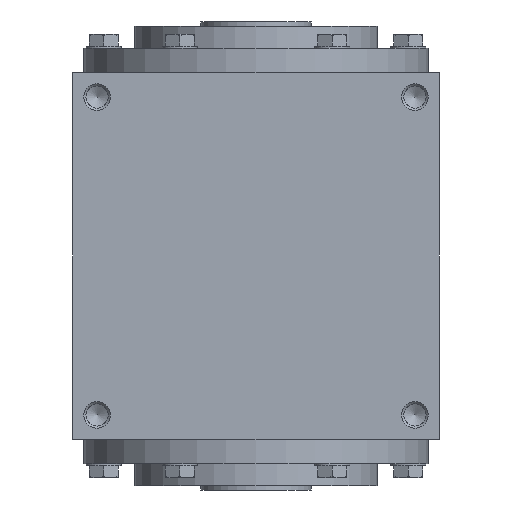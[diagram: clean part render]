
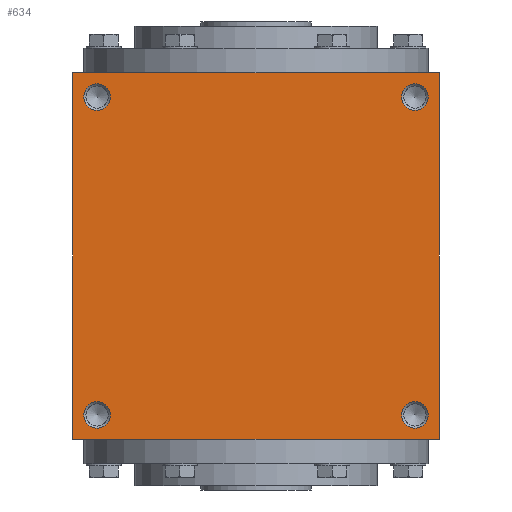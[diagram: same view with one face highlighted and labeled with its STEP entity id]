
A CAD part, left-side view. The second image highlights one B-rep face of the part: STEP entity #634.
In plain terms, the highlighted face is planar.
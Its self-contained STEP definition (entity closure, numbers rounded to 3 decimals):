
#634 = ADVANCED_FACE( '', ( #1288, #1289, #1290, #1291, #1292 ), #1293, .F. );
#1288 = FACE_BOUND( '', #2008, .T. );
#1289 = FACE_BOUND( '', #2009, .T. );
#1290 = FACE_BOUND( '', #2010, .T. );
#1291 = FACE_BOUND( '', #2011, .T. );
#1292 = FACE_OUTER_BOUND( '', #2012, .T. );
#1293 = PLANE( '', #2013 );
#2008 = EDGE_LOOP( '', ( #3079 ) );
#2009 = EDGE_LOOP( '', ( #3080 ) );
#2010 = EDGE_LOOP( '', ( #3081 ) );
#2011 = EDGE_LOOP( '', ( #3082 ) );
#2012 = EDGE_LOOP( '', ( #3083, #3084, #3085, #3086 ) );
#2013 = AXIS2_PLACEMENT_3D( '', #3087, #3088, #3089 );
#3079 = ORIENTED_EDGE( '', *, *, #4060, .F. );
#3080 = ORIENTED_EDGE( '', *, *, #4061, .T. );
#3081 = ORIENTED_EDGE( '', *, *, #4008, .F. );
#3082 = ORIENTED_EDGE( '', *, *, #3797, .T. );
#3083 = ORIENTED_EDGE( '', *, *, #4062, .F. );
#3084 = ORIENTED_EDGE( '', *, *, #3895, .F. );
#3085 = ORIENTED_EDGE( '', *, *, #4063, .F. );
#3086 = ORIENTED_EDGE( '', *, *, #3749, .F. );
#3087 = CARTESIAN_POINT( '', ( 0., 0., -83. ) );
#3088 = DIRECTION( '', ( 0., 0., 1. ) );
#3089 = DIRECTION( '', ( 1., 0., 0. ) );
#3749 = EDGE_CURVE( '', #4315, #4316, #4317, .T. );
#3797 = EDGE_CURVE( '', #4397, #4397, #4398, .T. );
#3895 = EDGE_CURVE( '', #4555, #4556, #4557, .T. );
#4008 = EDGE_CURVE( '', #4720, #4720, #4721, .T. );
#4060 = EDGE_CURVE( '', #4786, #4786, #4787, .T. );
#4061 = EDGE_CURVE( '', #4788, #4788, #4789, .T. );
#4062 = EDGE_CURVE( '', #4556, #4315, #4790, .T. );
#4063 = EDGE_CURVE( '', #4316, #4555, #4791, .T. );
#4315 = VERTEX_POINT( '', #5088 );
#4316 = VERTEX_POINT( '', #5089 );
#4317 = LINE( '', #5090, #5091 );
#4397 = VERTEX_POINT( '', #5174 );
#4398 = CIRCLE( '', #5175, 6. );
#4555 = VERTEX_POINT( '', #5374 );
#4556 = VERTEX_POINT( '', #5375 );
#4557 = LINE( '', #5376, #5377 );
#4720 = VERTEX_POINT( '', #5585 );
#4721 = CIRCLE( '', #5586, 6. );
#4786 = VERTEX_POINT( '', #5676 );
#4787 = CIRCLE( '', #5677, 6. );
#4788 = VERTEX_POINT( '', #5678 );
#4789 = CIRCLE( '', #5679, 6. );
#4790 = LINE( '', #5680, #5681 );
#4791 = LINE( '', #5682, #5683 );
#5088 = CARTESIAN_POINT( '', ( -83., -83., -83. ) );
#5089 = CARTESIAN_POINT( '', ( 83., -83., -83. ) );
#5090 = CARTESIAN_POINT( '', ( -83., -83., -83. ) );
#5091 = VECTOR( '', #5999, 1000. );
#5174 = CARTESIAN_POINT( '', ( 78., -72., -83. ) );
#5175 = AXIS2_PLACEMENT_3D( '', #6096, #6097, #6098 );
#5374 = CARTESIAN_POINT( '', ( 83., 83., -83. ) );
#5375 = CARTESIAN_POINT( '', ( -83., 83., -83. ) );
#5376 = CARTESIAN_POINT( '', ( 83., 83., -83. ) );
#5377 = VECTOR( '', #6253, 1000. );
#5585 = CARTESIAN_POINT( '', ( -78., -72., -83. ) );
#5586 = AXIS2_PLACEMENT_3D( '', #6426, #6427, #6428 );
#5676 = CARTESIAN_POINT( '', ( -78., 72., -83. ) );
#5677 = AXIS2_PLACEMENT_3D( '', #6496, #6497, #6498 );
#5678 = CARTESIAN_POINT( '', ( 78., 72., -83. ) );
#5679 = AXIS2_PLACEMENT_3D( '', #6499, #6500, #6501 );
#5680 = CARTESIAN_POINT( '', ( -83., 83., -83. ) );
#5681 = VECTOR( '', #6502, 1000. );
#5682 = CARTESIAN_POINT( '', ( 83., -83., -83. ) );
#5683 = VECTOR( '', #6503, 1000. );
#5999 = DIRECTION( '', ( 1., 0., 0. ) );
#6096 = CARTESIAN_POINT( '', ( 72., -72., -83. ) );
#6097 = DIRECTION( '', ( 0., 0., 1. ) );
#6098 = DIRECTION( '', ( 1., 0., 0. ) );
#6253 = DIRECTION( '', ( -1., 0., 0. ) );
#6426 = CARTESIAN_POINT( '', ( -72., -72., -83. ) );
#6427 = DIRECTION( '', ( 0., 0., -1. ) );
#6428 = DIRECTION( '', ( -1., 0., 0. ) );
#6496 = CARTESIAN_POINT( '', ( -72., 72., -83. ) );
#6497 = DIRECTION( '', ( 0., 0., -1. ) );
#6498 = DIRECTION( '', ( -1., 0., 0. ) );
#6499 = CARTESIAN_POINT( '', ( 72., 72., -83. ) );
#6500 = DIRECTION( '', ( 0., 0., 1. ) );
#6501 = DIRECTION( '', ( 1., 0., 0. ) );
#6502 = DIRECTION( '', ( 0., -1., 0. ) );
#6503 = DIRECTION( '', ( 0., 1., 0. ) );
